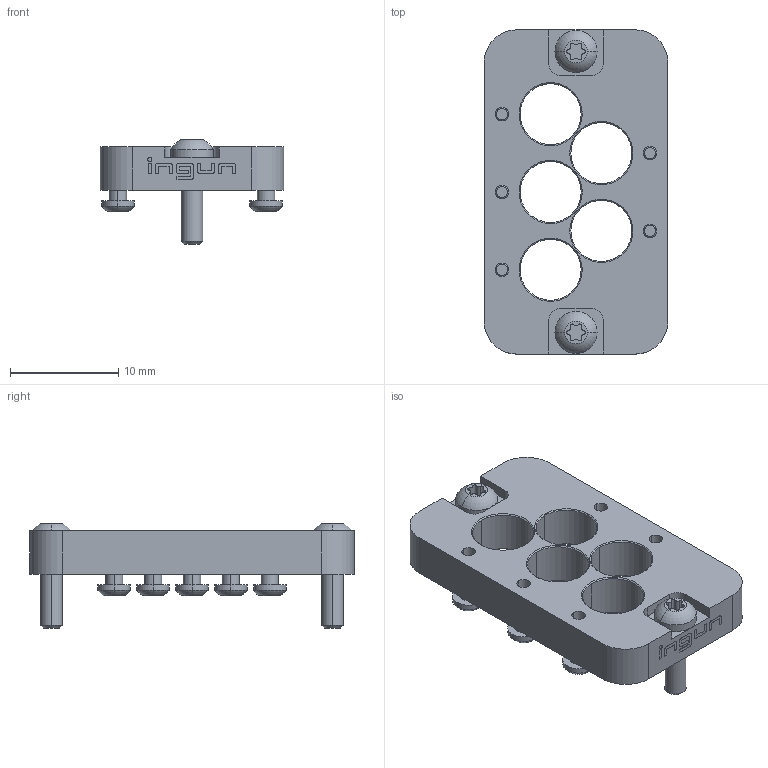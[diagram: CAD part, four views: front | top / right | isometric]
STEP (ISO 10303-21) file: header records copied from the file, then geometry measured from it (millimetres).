
FILE_DESCRIPTION (( 'STEP AP203' ), '1' );
FILE_NAME ('INGUN_KS-804_MTD-5.STEP', '2025-12-01T10:31:17', ( '' ), ( '' ), 'SwSTEP 2.0', 'SolidWorks 2023', '' );
FILE_SCHEMA (( 'CONFIG_CONTROL_DESIGN' ));
Length unit declared in the file: millimetre
Products named in the file (1): INGUN_KS-804_MTD-5
Bounding box: 17 x 30 x 9.65 mm (x, y, z)
Volume: 1555 mm3; surface area: 1719 mm2
Topology: 1 solids, 1 shells, 331 faces, 851 edges, 554 vertices
Faces by surface type: cylinder 197, plane 86, cone 34, torus 14
Entity records: 10346 total; most frequent: DIRECTION 1979, CARTESIAN_POINT 1737, ORIENTED_EDGE 1702, EDGE_CURVE 851, AXIS2_PLACEMENT_3D 796, VERTEX_POINT 554, CIRCLE 464, VECTOR 387
